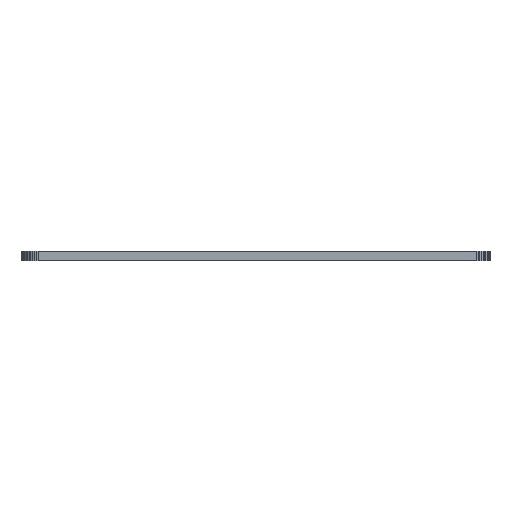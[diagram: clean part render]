
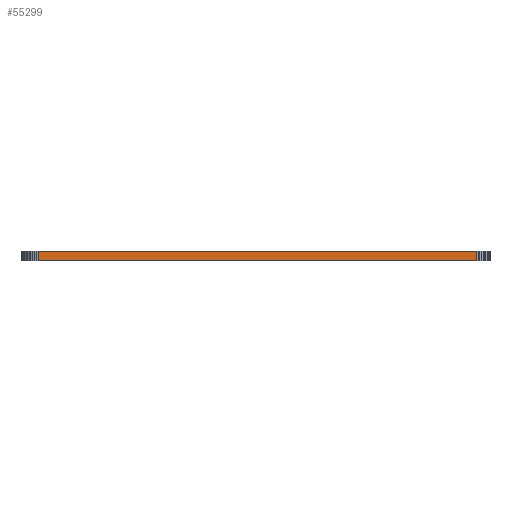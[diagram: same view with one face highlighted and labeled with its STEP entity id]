
A CAD part, left-side view. The second image highlights one B-rep face of the part: STEP entity #55299.
In plain terms, the highlighted planar face has unit normal (-1, 0, 0).
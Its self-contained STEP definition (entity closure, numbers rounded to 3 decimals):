
#83 = PLANE('',#84);
#84 = AXIS2_PLACEMENT_3D('',#85,#86,#87);
#85 = CARTESIAN_POINT('',(149.219,-87.722,1.57));
#86 = DIRECTION('',(-0.,-0.,-1.));
#87 = DIRECTION('',(-1.,0.,0.));
#137 = PLANE('',#138);
#138 = AXIS2_PLACEMENT_3D('',#139,#140,#141);
#139 = CARTESIAN_POINT('',(149.219,-87.722,0.));
#140 = DIRECTION('',(-0.,-0.,-1.));
#141 = DIRECTION('',(-1.,0.,0.));
#3970 = VERTEX_POINT('',#3971);
#3971 = CARTESIAN_POINT('',(44.319,-121.694,0.));
#3985 = PLANE('',#3986);
#3986 = AXIS2_PLACEMENT_3D('',#3987,#3988,#3989);
#3987 = CARTESIAN_POINT('',(44.339,-121.987,0.));
#3988 = DIRECTION('',(-0.998,-0.065,0.));
#3989 = DIRECTION('',(-0.065,0.998,0.));
#3997 = EDGE_CURVE('',#3970,#3998,#4000,.T.);
#3998 = VERTEX_POINT('',#3999);
#3999 = CARTESIAN_POINT('',(44.319,-50.144,0.));
#4000 = SURFACE_CURVE('',#4001,(#4005,#4012),.PCURVE_S1.);
#4001 = LINE('',#4002,#4003);
#4002 = CARTESIAN_POINT('',(44.319,-121.694,0.));
#4003 = VECTOR('',#4004,1.);
#4004 = DIRECTION('',(0.,1.,0.));
#4005 = PCURVE('',#137,#4006);
#4006 = DEFINITIONAL_REPRESENTATION('',(#4007),#4011);
#4007 = LINE('',#4008,#4009);
#4008 = CARTESIAN_POINT('',(104.9,-33.971));
#4009 = VECTOR('',#4010,1.);
#4010 = DIRECTION('',(0.,1.));
#4011 = ( GEOMETRIC_REPRESENTATION_CONTEXT(2) 
PARAMETRIC_REPRESENTATION_CONTEXT() REPRESENTATION_CONTEXT('2D SPACE',''
  ) );
#4012 = PCURVE('',#4013,#4018);
#4013 = PLANE('',#4014);
#4014 = AXIS2_PLACEMENT_3D('',#4015,#4016,#4017);
#4015 = CARTESIAN_POINT('',(44.319,-121.694,0.));
#4016 = DIRECTION('',(-1.,0.,0.));
#4017 = DIRECTION('',(0.,1.,0.));
#4018 = DEFINITIONAL_REPRESENTATION('',(#4019),#4023);
#4019 = LINE('',#4020,#4021);
#4020 = CARTESIAN_POINT('',(0.,0.));
#4021 = VECTOR('',#4022,1.);
#4022 = DIRECTION('',(1.,0.));
#4023 = ( GEOMETRIC_REPRESENTATION_CONTEXT(2) 
PARAMETRIC_REPRESENTATION_CONTEXT() REPRESENTATION_CONTEXT('2D SPACE',''
  ) );
#4041 = PLANE('',#4042);
#4042 = AXIS2_PLACEMENT_3D('',#4043,#4044,#4045);
#4043 = CARTESIAN_POINT('',(44.319,-50.144,0.));
#4044 = DIRECTION('',(-0.998,0.06,0.));
#4045 = DIRECTION('',(0.06,0.998,0.));
#33084 = VERTEX_POINT('',#33085);
#33085 = CARTESIAN_POINT('',(44.319,-121.694,1.57));
#33106 = EDGE_CURVE('',#33084,#33107,#33109,.T.);
#33107 = VERTEX_POINT('',#33108);
#33108 = CARTESIAN_POINT('',(44.319,-50.144,1.57));
#33109 = SURFACE_CURVE('',#33110,(#33114,#33121),.PCURVE_S1.);
#33110 = LINE('',#33111,#33112);
#33111 = CARTESIAN_POINT('',(44.319,-121.694,1.57));
#33112 = VECTOR('',#33113,1.);
#33113 = DIRECTION('',(0.,1.,0.));
#33114 = PCURVE('',#83,#33115);
#33115 = DEFINITIONAL_REPRESENTATION('',(#33116),#33120);
#33116 = LINE('',#33117,#33118);
#33117 = CARTESIAN_POINT('',(104.9,-33.971));
#33118 = VECTOR('',#33119,1.);
#33119 = DIRECTION('',(0.,1.));
#33120 = ( GEOMETRIC_REPRESENTATION_CONTEXT(2) 
PARAMETRIC_REPRESENTATION_CONTEXT() REPRESENTATION_CONTEXT('2D SPACE',''
  ) );
#33121 = PCURVE('',#4013,#33122);
#33122 = DEFINITIONAL_REPRESENTATION('',(#33123),#33127);
#33123 = LINE('',#33124,#33125);
#33124 = CARTESIAN_POINT('',(0.,-1.57));
#33125 = VECTOR('',#33126,1.);
#33126 = DIRECTION('',(1.,0.));
#33127 = ( GEOMETRIC_REPRESENTATION_CONTEXT(2) 
PARAMETRIC_REPRESENTATION_CONTEXT() REPRESENTATION_CONTEXT('2D SPACE',''
  ) );
#55249 = EDGE_CURVE('',#3998,#33107,#55250,.T.);
#55250 = SURFACE_CURVE('',#55251,(#55255,#55262),.PCURVE_S1.);
#55251 = LINE('',#55252,#55253);
#55252 = CARTESIAN_POINT('',(44.319,-50.144,0.));
#55253 = VECTOR('',#55254,1.);
#55254 = DIRECTION('',(0.,0.,1.));
#55255 = PCURVE('',#4041,#55256);
#55256 = DEFINITIONAL_REPRESENTATION('',(#55257),#55261);
#55257 = LINE('',#55258,#55259);
#55258 = CARTESIAN_POINT('',(0.,0.));
#55259 = VECTOR('',#55260,1.);
#55260 = DIRECTION('',(0.,-1.));
#55261 = ( GEOMETRIC_REPRESENTATION_CONTEXT(2) 
PARAMETRIC_REPRESENTATION_CONTEXT() REPRESENTATION_CONTEXT('2D SPACE',''
  ) );
#55262 = PCURVE('',#4013,#55263);
#55263 = DEFINITIONAL_REPRESENTATION('',(#55264),#55268);
#55264 = LINE('',#55265,#55266);
#55265 = CARTESIAN_POINT('',(71.55,0.));
#55266 = VECTOR('',#55267,1.);
#55267 = DIRECTION('',(0.,-1.));
#55268 = ( GEOMETRIC_REPRESENTATION_CONTEXT(2) 
PARAMETRIC_REPRESENTATION_CONTEXT() REPRESENTATION_CONTEXT('2D SPACE',''
  ) );
#55299 = ADVANCED_FACE('',(#55300),#4013,.T.);
#55300 = FACE_BOUND('',#55301,.T.);
#55301 = EDGE_LOOP('',(#55302,#55323,#55324,#55325));
#55302 = ORIENTED_EDGE('',*,*,#55303,.T.);
#55303 = EDGE_CURVE('',#3970,#33084,#55304,.T.);
#55304 = SURFACE_CURVE('',#55305,(#55309,#55316),.PCURVE_S1.);
#55305 = LINE('',#55306,#55307);
#55306 = CARTESIAN_POINT('',(44.319,-121.694,0.));
#55307 = VECTOR('',#55308,1.);
#55308 = DIRECTION('',(0.,0.,1.));
#55309 = PCURVE('',#4013,#55310);
#55310 = DEFINITIONAL_REPRESENTATION('',(#55311),#55315);
#55311 = LINE('',#55312,#55313);
#55312 = CARTESIAN_POINT('',(0.,0.));
#55313 = VECTOR('',#55314,1.);
#55314 = DIRECTION('',(0.,-1.));
#55315 = ( GEOMETRIC_REPRESENTATION_CONTEXT(2) 
PARAMETRIC_REPRESENTATION_CONTEXT() REPRESENTATION_CONTEXT('2D SPACE',''
  ) );
#55316 = PCURVE('',#3985,#55317);
#55317 = DEFINITIONAL_REPRESENTATION('',(#55318),#55322);
#55318 = LINE('',#55319,#55320);
#55319 = CARTESIAN_POINT('',(0.294,0.));
#55320 = VECTOR('',#55321,1.);
#55321 = DIRECTION('',(0.,-1.));
#55322 = ( GEOMETRIC_REPRESENTATION_CONTEXT(2) 
PARAMETRIC_REPRESENTATION_CONTEXT() REPRESENTATION_CONTEXT('2D SPACE',''
  ) );
#55323 = ORIENTED_EDGE('',*,*,#33106,.T.);
#55324 = ORIENTED_EDGE('',*,*,#55249,.F.);
#55325 = ORIENTED_EDGE('',*,*,#3997,.F.);
